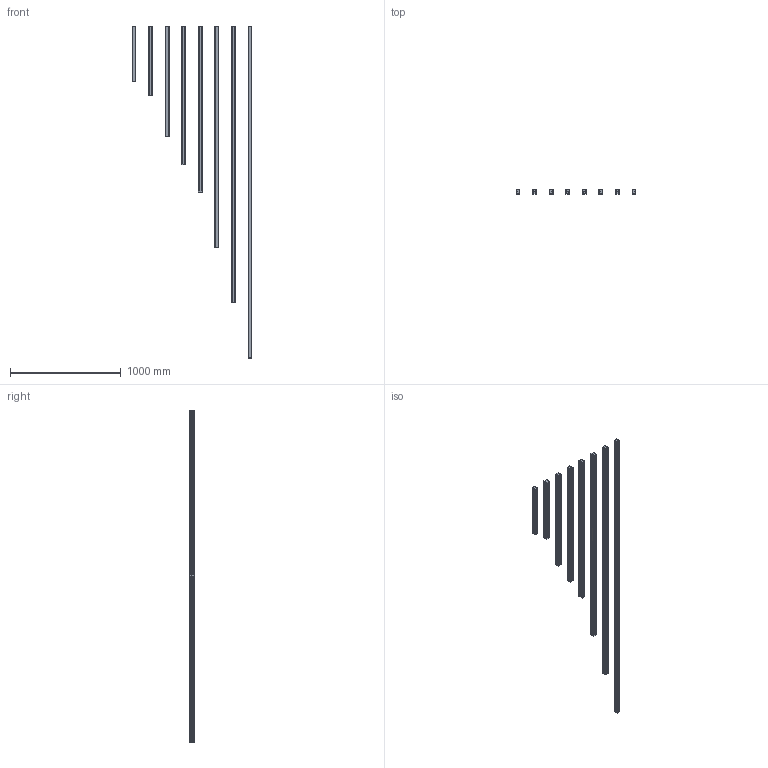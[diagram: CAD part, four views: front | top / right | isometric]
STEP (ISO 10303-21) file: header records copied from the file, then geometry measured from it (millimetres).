
FILE_DESCRIPTION (( 'STEP AP214' ), '1' );
FILE_NAME ('3540 Up_Down FULL MOD.STEP', '2020-07-06T10:45:02', ( '' ), ( '' ), 'SwSTEP 2.0', 'SolidWorks 2018', '' );
FILE_SCHEMA (( 'AUTOMOTIVE_DESIGN' ));
Length unit declared in the file: millimetre
Products named in the file (27): 3540 Up_Down_500; 3540 Up_Down ASSEMBLY_2500; COVER-35_1250; COVER-35_1500; 3540 Up_Down_1500; 3540 Up_Down ASSEMBLY_625; COVER-35_2000; 3540 Up_Down_1000; 3540 Up_Down_3000; 3540 Up_Down_625; 3540 Up_Down ASSEMBLY_1500; 98988; hexa csunk flathd screw_iso_ISO 14581 M2x4x4-N; 3540 Up_Down ASSEMBLY_500; COVER-35_625; 3540 Up_Down ASSEMBLY_2000; COVER-35_1000; 3540 Up_Down FULL MOD; 3540 Up_Down ASSEMBLY_3000; 3540 Up_Down_2500; 3540 Up_Down ASSEMBLY_1250; COVER-35_500; COVER-35_3000; 3540 Up_Down_1250; COVER-35_2500; 3540 Up_Down ASSEMBLY_1000; 3540 Up_Down_2000
Assembly tree (72 placements, depth 3):
  3540 Up_Down FULL MOD
    3540 Up_Down ASSEMBLY_500
      3540 Up_Down_500
      hexa csunk flathd screw_iso_ISO 14581 M2x4x4-N  x4
      COVER-35_500
      98988  x2
    3540 Up_Down ASSEMBLY_625
      3540 Up_Down_625
      hexa csunk flathd screw_iso_ISO 14581 M2x4x4-N  x4
      COVER-35_625
      98988  x2
    3540 Up_Down ASSEMBLY_1000
      3540 Up_Down_1000
      hexa csunk flathd screw_iso_ISO 14581 M2x4x4-N  x4
      COVER-35_1000
      98988  x2
    3540 Up_Down ASSEMBLY_1250
      3540 Up_Down_1250
      hexa csunk flathd screw_iso_ISO 14581 M2x4x4-N  x4
      COVER-35_1250
      98988  x2
    3540 Up_Down ASSEMBLY_1500
      3540 Up_Down_1500
      hexa csunk flathd screw_iso_ISO 14581 M2x4x4-N  x4
      COVER-35_1500
      98988  x2
    3540 Up_Down ASSEMBLY_2000
      3540 Up_Down_2000
      hexa csunk flathd screw_iso_ISO 14581 M2x4x4-N  x4
      COVER-35_2000
      98988  x2
    3540 Up_Down ASSEMBLY_2500
      3540 Up_Down_2500
      hexa csunk flathd screw_iso_ISO 14581 M2x4x4-N  x4
      COVER-35_2500
      98988  x2
    3540 Up_Down ASSEMBLY_3000
      3540 Up_Down_3000
      hexa csunk flathd screw_iso_ISO 14581 M2x4x4-N  x4
      COVER-35_3000
      98988  x2
Bounding box: 1085 x 40 x 3003 mm (x, y, z)
Volume: 3421483.2 mm3; surface area: 4550897.6 mm2
Topology: 64 solids, 64 shells, 1872 faces, 5104 edges, 3360 vertices
Faces by surface type: cylinder 992, plane 752, cone 128
Full cylindrical faces by diameter (mm): 2 x32, 2.1 x32, 3.8 x32
Entity records: 39526 total; most frequent: CARTESIAN_POINT 6426, DIRECTION 6322, ORIENTED_EDGE 6190, EDGE_CURVE 3095, LINE 2156, VECTOR 2156, AXIS2_PLACEMENT_3D 2083, VERTEX_POINT 2067
